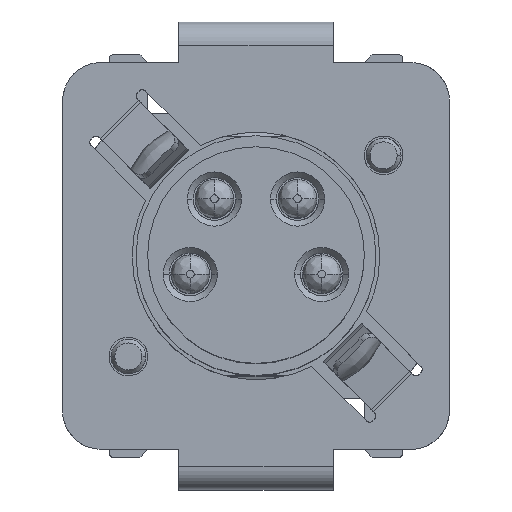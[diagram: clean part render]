
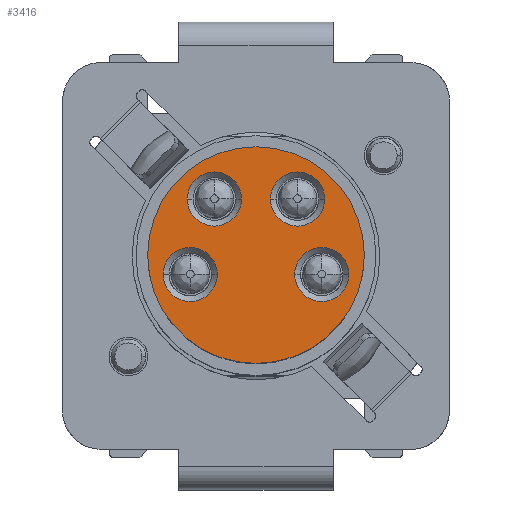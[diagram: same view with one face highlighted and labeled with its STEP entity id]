
A CAD part, top view. The second image highlights one B-rep face of the part: STEP entity #3416.
In plain terms, the highlighted planar face has unit normal (0, 0, 1).
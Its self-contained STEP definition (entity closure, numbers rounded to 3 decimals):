
#2889=AXIS2_PLACEMENT_3D('Circle Axis2P3D',#2887,#2888,$) ;
#2913=AXIS2_PLACEMENT_3D('Circle Axis2P3D',#2911,#2912,$) ;
#3338=AXIS2_PLACEMENT_3D('Plane Axis2P3D',#3335,#3336,#3337) ;
#3346=AXIS2_PLACEMENT_3D('Circle Axis2P3D',#3344,#3345,$) ;
#3355=AXIS2_PLACEMENT_3D('Circle Axis2P3D',#3353,#3354,$) ;
#3364=AXIS2_PLACEMENT_3D('Circle Axis2P3D',#3362,#3363,$) ;
#3373=AXIS2_PLACEMENT_3D('Circle Axis2P3D',#3371,#3372,$) ;
#3382=AXIS2_PLACEMENT_3D('Circle Axis2P3D',#3380,#3381,$) ;
#3391=AXIS2_PLACEMENT_3D('Circle Axis2P3D',#3389,#3390,$) ;
#3400=AXIS2_PLACEMENT_3D('Circle Axis2P3D',#3398,#3399,$) ;
#3409=AXIS2_PLACEMENT_3D('Circle Axis2P3D',#3407,#3408,$) ;
#2884=CARTESIAN_POINT('Vertex',(2.2,6.05,19.1)) ;
#2887=CARTESIAN_POINT('Axis2P3D Location',(5.,6.05,19.1)) ;
#2891=CARTESIAN_POINT('Vertex',(7.8,6.05,19.1)) ;
#2911=CARTESIAN_POINT('Axis2P3D Location',(5.,6.05,19.1)) ;
#3335=CARTESIAN_POINT('Axis2P3D Location',(5.,6.05,19.1)) ;
#3344=CARTESIAN_POINT('Axis2P3D Location',(6.7,5.55,19.1)) ;
#3348=CARTESIAN_POINT('Vertex',(7.4,5.55,19.1)) ;
#3350=CARTESIAN_POINT('Vertex',(6.,5.55,19.1)) ;
#3353=CARTESIAN_POINT('Axis2P3D Location',(6.7,5.55,19.1)) ;
#3362=CARTESIAN_POINT('Axis2P3D Location',(6.075,7.5,19.1)) ;
#3366=CARTESIAN_POINT('Vertex',(6.775,7.5,19.1)) ;
#3368=CARTESIAN_POINT('Vertex',(5.375,7.5,19.1)) ;
#3371=CARTESIAN_POINT('Axis2P3D Location',(6.075,7.5,19.1)) ;
#3380=CARTESIAN_POINT('Axis2P3D Location',(3.925,7.5,19.1)) ;
#3384=CARTESIAN_POINT('Vertex',(4.625,7.5,19.1)) ;
#3386=CARTESIAN_POINT('Vertex',(3.225,7.5,19.1)) ;
#3389=CARTESIAN_POINT('Axis2P3D Location',(3.925,7.5,19.1)) ;
#3398=CARTESIAN_POINT('Axis2P3D Location',(3.3,5.55,19.1)) ;
#3402=CARTESIAN_POINT('Vertex',(4.,5.55,19.1)) ;
#3404=CARTESIAN_POINT('Vertex',(2.6,5.55,19.1)) ;
#3407=CARTESIAN_POINT('Axis2P3D Location',(3.3,5.55,19.1)) ;
#2888=DIRECTION('Axis2P3D Direction',(0.,0.,1.)) ;
#2912=DIRECTION('Axis2P3D Direction',(0.,0.,1.)) ;
#3336=DIRECTION('Axis2P3D Direction',(0.,0.,-1.)) ;
#3337=DIRECTION('Axis2P3D XDirection',(-1.,0.,0.)) ;
#3345=DIRECTION('Axis2P3D Direction',(0.,0.,-1.)) ;
#3354=DIRECTION('Axis2P3D Direction',(0.,0.,-1.)) ;
#3363=DIRECTION('Axis2P3D Direction',(0.,0.,-1.)) ;
#3372=DIRECTION('Axis2P3D Direction',(0.,0.,-1.)) ;
#3381=DIRECTION('Axis2P3D Direction',(0.,0.,-1.)) ;
#3390=DIRECTION('Axis2P3D Direction',(0.,0.,-1.)) ;
#3399=DIRECTION('Axis2P3D Direction',(0.,0.,-1.)) ;
#3408=DIRECTION('Axis2P3D Direction',(0.,0.,-1.)) ;
#3341=ORIENTED_EDGE('',*,*,#2893,.F.) ;
#3342=ORIENTED_EDGE('',*,*,#2915,.F.) ;
#3359=ORIENTED_EDGE('',*,*,#3352,.T.) ;
#3360=ORIENTED_EDGE('',*,*,#3357,.T.) ;
#3377=ORIENTED_EDGE('',*,*,#3370,.T.) ;
#3378=ORIENTED_EDGE('',*,*,#3375,.T.) ;
#3395=ORIENTED_EDGE('',*,*,#3388,.T.) ;
#3396=ORIENTED_EDGE('',*,*,#3393,.T.) ;
#3413=ORIENTED_EDGE('',*,*,#3406,.T.) ;
#3414=ORIENTED_EDGE('',*,*,#3411,.T.) ;
#3361=FACE_BOUND('',#3358,.T.) ;
#3379=FACE_BOUND('',#3376,.T.) ;
#3397=FACE_BOUND('',#3394,.T.) ;
#3415=FACE_BOUND('',#3412,.T.) ;
#3416=ADVANCED_FACE('V1',(#3343,#3361,#3379,#3397,#3415),#3339,.F.) ;
#2890=CIRCLE('generated circle',#2889,2.8) ;
#2914=CIRCLE('generated circle',#2913,2.8) ;
#3347=CIRCLE('generated circle',#3346,0.7) ;
#3356=CIRCLE('generated circle',#3355,0.7) ;
#3365=CIRCLE('generated circle',#3364,0.7) ;
#3374=CIRCLE('generated circle',#3373,0.7) ;
#3383=CIRCLE('generated circle',#3382,0.7) ;
#3392=CIRCLE('generated circle',#3391,0.7) ;
#3401=CIRCLE('generated circle',#3400,0.7) ;
#3410=CIRCLE('generated circle',#3409,0.7) ;
#2893=EDGE_CURVE('',#2885,#2892,#2890,.F.) ;
#2915=EDGE_CURVE('',#2892,#2885,#2914,.F.) ;
#3352=EDGE_CURVE('',#3349,#3351,#3347,.T.) ;
#3357=EDGE_CURVE('',#3351,#3349,#3356,.T.) ;
#3370=EDGE_CURVE('',#3367,#3369,#3365,.T.) ;
#3375=EDGE_CURVE('',#3369,#3367,#3374,.T.) ;
#3388=EDGE_CURVE('',#3385,#3387,#3383,.T.) ;
#3393=EDGE_CURVE('',#3387,#3385,#3392,.T.) ;
#3406=EDGE_CURVE('',#3403,#3405,#3401,.T.) ;
#3411=EDGE_CURVE('',#3405,#3403,#3410,.T.) ;
#3340=EDGE_LOOP('',(#3341,#3342)) ;
#3358=EDGE_LOOP('',(#3359,#3360)) ;
#3376=EDGE_LOOP('',(#3377,#3378)) ;
#3394=EDGE_LOOP('',(#3395,#3396)) ;
#3412=EDGE_LOOP('',(#3413,#3414)) ;
#3343=FACE_OUTER_BOUND('',#3340,.T.) ;
#3339=PLANE('',#3338) ;
#2885=VERTEX_POINT('',#2884) ;
#2892=VERTEX_POINT('',#2891) ;
#3349=VERTEX_POINT('',#3348) ;
#3351=VERTEX_POINT('',#3350) ;
#3367=VERTEX_POINT('',#3366) ;
#3369=VERTEX_POINT('',#3368) ;
#3385=VERTEX_POINT('',#3384) ;
#3387=VERTEX_POINT('',#3386) ;
#3403=VERTEX_POINT('',#3402) ;
#3405=VERTEX_POINT('',#3404) ;
